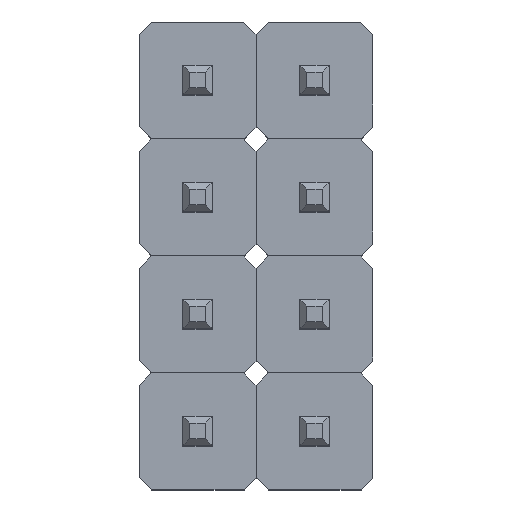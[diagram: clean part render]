
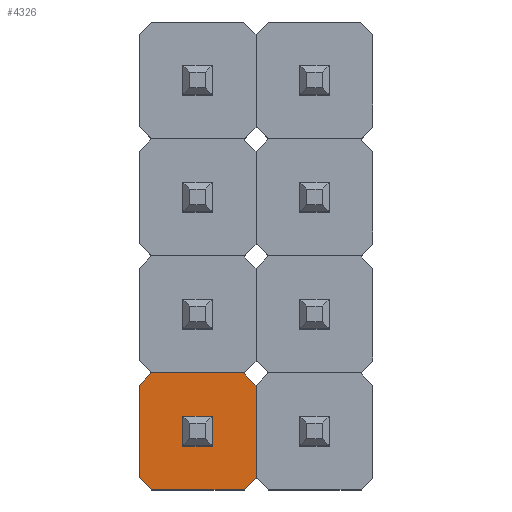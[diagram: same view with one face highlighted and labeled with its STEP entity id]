
A CAD part, top view. The second image highlights one B-rep face of the part: STEP entity #4326.
In plain terms, the highlighted planar face has unit normal (0, 0, 1).
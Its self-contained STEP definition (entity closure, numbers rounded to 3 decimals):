
#46=FACE_BOUND('',#352,.T.);
#86=FACE_OUTER_BOUND('',#351,.T.);
#351=EDGE_LOOP('',(#2901,#2902,#2903,#2904,#2905,#2906,#2907,#2908));
#352=EDGE_LOOP('',(#2909,#2910,#2911,#2912));
#638=LINE('',#6042,#1246);
#641=LINE('',#6047,#1249);
#643=LINE('',#6051,#1251);
#644=LINE('',#6053,#1252);
#647=LINE('',#6061,#1255);
#650=LINE('',#6067,#1258);
#653=LINE('',#6073,#1261);
#656=LINE('',#6079,#1264);
#659=LINE('',#6085,#1267);
#662=LINE('',#6091,#1270);
#665=LINE('',#6097,#1273);
#668=LINE('',#6101,#1276);
#1246=VECTOR('',#4897,10.);
#1249=VECTOR('',#4902,10.);
#1251=VECTOR('',#4906,10.);
#1252=VECTOR('',#4909,10.);
#1255=VECTOR('',#4914,10.);
#1258=VECTOR('',#4919,10.);
#1261=VECTOR('',#4924,10.);
#1264=VECTOR('',#4929,10.);
#1267=VECTOR('',#4934,10.);
#1270=VECTOR('',#4939,10.);
#1273=VECTOR('',#4944,10.);
#1276=VECTOR('',#4949,10.);
#1849=VERTEX_POINT('',#6039);
#1850=VERTEX_POINT('',#6041);
#1851=VERTEX_POINT('',#6045);
#1852=VERTEX_POINT('',#6049);
#1855=VERTEX_POINT('',#6058);
#1856=VERTEX_POINT('',#6060);
#1858=VERTEX_POINT('',#6066);
#1860=VERTEX_POINT('',#6072);
#1862=VERTEX_POINT('',#6078);
#1864=VERTEX_POINT('',#6084);
#1866=VERTEX_POINT('',#6090);
#1868=VERTEX_POINT('',#6096);
#2238=EDGE_CURVE('',#1850,#1849,#638,.T.);
#2241=EDGE_CURVE('',#1849,#1851,#641,.T.);
#2243=EDGE_CURVE('',#1851,#1852,#643,.T.);
#2244=EDGE_CURVE('',#1852,#1850,#644,.T.);
#2247=EDGE_CURVE('',#1856,#1855,#647,.T.);
#2250=EDGE_CURVE('',#1858,#1856,#650,.T.);
#2253=EDGE_CURVE('',#1860,#1858,#653,.T.);
#2256=EDGE_CURVE('',#1862,#1860,#656,.T.);
#2259=EDGE_CURVE('',#1864,#1862,#659,.T.);
#2262=EDGE_CURVE('',#1866,#1864,#662,.T.);
#2265=EDGE_CURVE('',#1868,#1866,#665,.T.);
#2268=EDGE_CURVE('',#1855,#1868,#668,.T.);
#2901=ORIENTED_EDGE('',*,*,#2268,.T.);
#2902=ORIENTED_EDGE('',*,*,#2265,.T.);
#2903=ORIENTED_EDGE('',*,*,#2262,.T.);
#2904=ORIENTED_EDGE('',*,*,#2259,.T.);
#2905=ORIENTED_EDGE('',*,*,#2256,.T.);
#2906=ORIENTED_EDGE('',*,*,#2253,.T.);
#2907=ORIENTED_EDGE('',*,*,#2250,.T.);
#2908=ORIENTED_EDGE('',*,*,#2247,.T.);
#2909=ORIENTED_EDGE('',*,*,#2244,.T.);
#2910=ORIENTED_EDGE('',*,*,#2238,.T.);
#2911=ORIENTED_EDGE('',*,*,#2241,.T.);
#2912=ORIENTED_EDGE('',*,*,#2243,.T.);
#4062=PLANE('',#4619);
#4326=ADVANCED_FACE('',(#86,#46),#4062,.T.);
#4619=AXIS2_PLACEMENT_3D('',#6102,#4950,#4951);
#4897=DIRECTION('',(0.,-1.,0.));
#4902=DIRECTION('',(-1.,0.,0.));
#4906=DIRECTION('',(0.,1.,0.));
#4909=DIRECTION('',(1.,0.,0.));
#4914=DIRECTION('',(0.,-1.,0.));
#4919=DIRECTION('',(-0.707,-0.707,0.));
#4924=DIRECTION('',(-1.,0.,0.));
#4929=DIRECTION('',(-0.707,0.707,0.));
#4934=DIRECTION('',(0.,1.,0.));
#4939=DIRECTION('',(0.707,0.707,0.));
#4944=DIRECTION('',(1.,0.,0.));
#4949=DIRECTION('',(0.707,-0.707,0.));
#4950=DIRECTION('center_axis',(0.,0.,1.));
#4951=DIRECTION('ref_axis',(1.,0.,0.));
#6039=CARTESIAN_POINT('',(-0.95,-4.13,2.54));
#6041=CARTESIAN_POINT('',(-0.95,-3.49,2.54));
#6042=CARTESIAN_POINT('',(-0.95,-3.49,2.54));
#6045=CARTESIAN_POINT('',(-1.59,-4.13,2.54));
#6047=CARTESIAN_POINT('',(-0.95,-4.13,2.54));
#6049=CARTESIAN_POINT('',(-1.59,-3.49,2.54));
#6051=CARTESIAN_POINT('',(-1.59,-4.13,2.54));
#6053=CARTESIAN_POINT('',(-1.59,-3.49,2.54));
#6058=CARTESIAN_POINT('',(-2.54,-4.806,2.54));
#6060=CARTESIAN_POINT('',(-2.54,-2.807,2.54));
#6061=CARTESIAN_POINT('',(-2.54,-5.08,2.54));
#6066=CARTESIAN_POINT('',(-2.273,-2.54,2.54));
#6067=CARTESIAN_POINT('',(-2.273,-2.54,2.54));
#6072=CARTESIAN_POINT('',(-0.274,-2.54,2.54));
#6073=CARTESIAN_POINT('',(-2.54,-2.54,2.54));
#6078=CARTESIAN_POINT('',(0.,-2.814,2.54));
#6079=CARTESIAN_POINT('',(-0.274,-2.54,2.54));
#6084=CARTESIAN_POINT('',(0.,-4.823,2.54));
#6085=CARTESIAN_POINT('',(0.,-2.54,2.54));
#6090=CARTESIAN_POINT('',(-0.257,-5.08,2.54));
#6091=CARTESIAN_POINT('',(-0.257,-5.08,2.54));
#6096=CARTESIAN_POINT('',(-2.266,-5.08,2.54));
#6097=CARTESIAN_POINT('',(0.,-5.08,2.54));
#6101=CARTESIAN_POINT('',(-2.54,-4.806,2.54));
#6102=CARTESIAN_POINT('Origin',(-1.27,-3.81,2.54));
